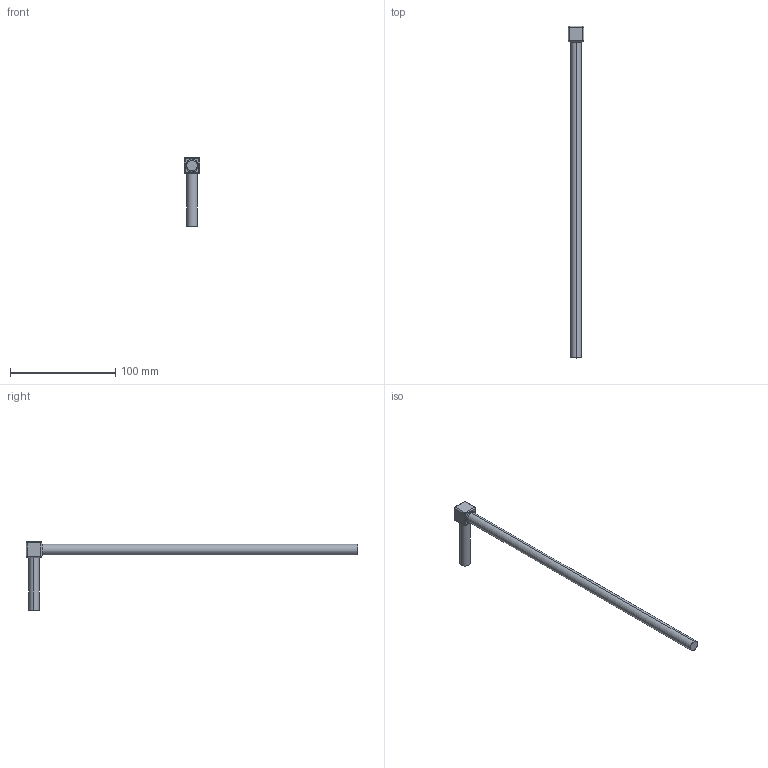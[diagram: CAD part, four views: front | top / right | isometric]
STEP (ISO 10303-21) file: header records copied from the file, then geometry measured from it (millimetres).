
FILE_DESCRIPTION (( 'STEP AP203' ), '1' );
FILE_NAME ('arm.STEP', '2019-01-29T02:49:48', ( '' ), ( '' ), 'SwSTEP 2.0', 'SolidWorks 2016', '' );
FILE_SCHEMA (( 'CONFIG_CONTROL_DESIGN' ));
Length unit declared in the file: millimetre
Products named in the file (1): arm
Bounding box: 15 x 315 x 65 mm (x, y, z)
Volume: 30833.7 mm3; surface area: 12254.1 mm2
Topology: 1 solids, 1 shells, 34 faces, 72 edges, 34 vertices
Faces by surface type: cylinder 16, plane 8, sphere 8, torus 2
Entity records: 913 total; most frequent: DIRECTION 170, CARTESIAN_POINT 133, ORIENTED_EDGE 128, AXIS2_PLACEMENT_3D 71, EDGE_CURVE 64, EDGE_LOOP 36, CIRCLE 36, ADVANCED_FACE 34
